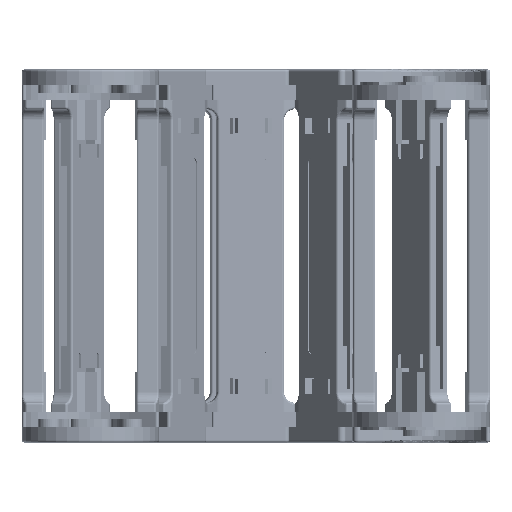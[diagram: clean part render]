
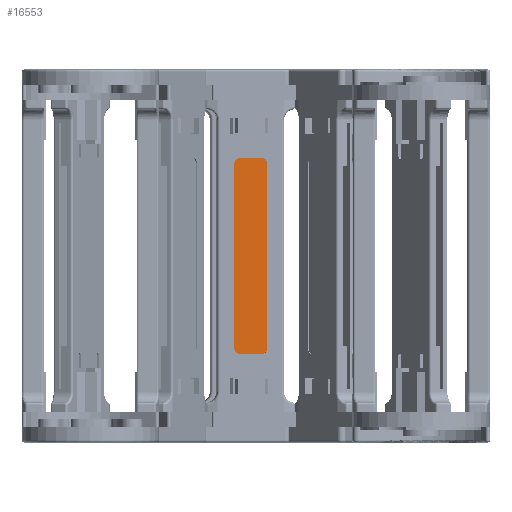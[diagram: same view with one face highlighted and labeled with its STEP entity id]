
A CAD part, left-side view. The second image highlights one B-rep face of the part: STEP entity #16553.
In plain terms, the highlighted face is planar.
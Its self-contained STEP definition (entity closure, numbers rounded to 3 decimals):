
#364 = VERTEX_POINT ( 'NONE', #25417 ) ;
#522 = DIRECTION ( 'NONE',  ( 0., 0., -1. ) ) ;
#531 = ORIENTED_EDGE ( 'NONE', *, *, #18010, .F. ) ;
#740 = AXIS2_PLACEMENT_3D ( 'NONE', #20127, #28586, #20354 ) ;
#806 = EDGE_CURVE ( 'NONE', #11030, #22831, #18053, .T. ) ;
#2059 = CARTESIAN_POINT ( 'NONE',  ( -66.655, 30.497, -59.636 ) ) ;
#3265 = VERTEX_POINT ( 'NONE', #21058 ) ;
#3535 = EDGE_CURVE ( 'NONE', #3265, #364, #19649, .T. ) ;
#3591 = CARTESIAN_POINT ( 'NONE',  ( -64.14, 30.497, -145.809 ) ) ;
#3600 = CIRCLE ( 'NONE', #740, 2.515 ) ;
#3839 = CARTESIAN_POINT ( 'NONE',  ( -64.14, 30.497, -62.151 ) ) ;
#3909 = ORIENTED_EDGE ( 'NONE', *, *, #5621, .F. ) ;
#4693 = ORIENTED_EDGE ( 'NONE', *, *, #3535, .F. ) ;
#5432 = VECTOR ( 'NONE', #7806, 1000. ) ;
#5621 = EDGE_CURVE ( 'NONE', #364, #33437, #15632, .T. ) ;
#5972 = DIRECTION ( 'NONE',  ( 0., -1., 0. ) ) ;
#6455 = AXIS2_PLACEMENT_3D ( 'NONE', #22301, #19547, #11677 ) ;
#7269 = ORIENTED_EDGE ( 'NONE', *, *, #26508, .F. ) ;
#7679 = EDGE_CURVE ( 'NONE', #22831, #9234, #3600, .T. ) ;
#7806 = DIRECTION ( 'NONE',  ( 1., 0., 0. ) ) ;
#7839 = CIRCLE ( 'NONE', #8684, 2.515 ) ;
#8684 = AXIS2_PLACEMENT_3D ( 'NONE', #8693, #16815, #522 ) ;
#8693 = CARTESIAN_POINT ( 'NONE',  ( -66.655, 30.497, -145.809 ) ) ;
#8840 = ORIENTED_EDGE ( 'NONE', *, *, #806, .F. ) ;
#9234 = VERTEX_POINT ( 'NONE', #2059 ) ;
#9373 = DIRECTION ( 'NONE',  ( 0., 0., 1. ) ) ;
#10798 = VECTOR ( 'NONE', #31255, 1000. ) ;
#10804 = CARTESIAN_POINT ( 'NONE',  ( -76.715, 30.497, -148.324 ) ) ;
#10997 = CARTESIAN_POINT ( 'NONE',  ( -76.715, 30.497, -62.151 ) ) ;
#11030 = VERTEX_POINT ( 'NONE', #3591 ) ;
#11677 = DIRECTION ( 'NONE',  ( 0., 0., 1. ) ) ;
#12685 = CARTESIAN_POINT ( 'NONE',  ( -79.23, 30.497, -62.151 ) ) ;
#12844 = ORIENTED_EDGE ( 'NONE', *, *, #20959, .F. ) ;
#13047 = CARTESIAN_POINT ( 'NONE',  ( -76.715, 30.497, -59.636 ) ) ;
#13171 = VERTEX_POINT ( 'NONE', #12685 ) ;
#14127 = DIRECTION ( 'NONE',  ( 0., 0., 1. ) ) ;
#15254 = FACE_OUTER_BOUND ( 'NONE', #31048, .T. ) ;
#15632 = LINE ( 'NONE', #10804, #5432 ) ;
#16553 = ADVANCED_FACE ( 'NONE', ( #15254 ), #20111, .F. ) ;
#16815 = DIRECTION ( 'NONE',  ( 0., -1., 0. ) ) ;
#17473 = CARTESIAN_POINT ( 'NONE',  ( -76.715, 30.497, -145.789 ) ) ;
#18010 = EDGE_CURVE ( 'NONE', #33437, #11030, #7839, .T. ) ;
#18053 = LINE ( 'NONE', #28628, #10798 ) ;
#18392 = ORIENTED_EDGE ( 'NONE', *, *, #7679, .F. ) ;
#19547 = DIRECTION ( 'NONE',  ( 0., -1., 0. ) ) ;
#19649 = CIRCLE ( 'NONE', #6455, 2.515 ) ;
#20040 = VECTOR ( 'NONE', #23342, 1000. ) ;
#20111 = PLANE ( 'NONE',  #27870 ) ;
#20127 = CARTESIAN_POINT ( 'NONE',  ( -66.655, 30.497, -62.151 ) ) ;
#20354 = DIRECTION ( 'NONE',  ( 0., 0., 1. ) ) ;
#20959 = EDGE_CURVE ( 'NONE', #25701, #13171, #34924, .T. ) ;
#21058 = CARTESIAN_POINT ( 'NONE',  ( -79.23, 30.497, -145.809 ) ) ;
#21884 = VECTOR ( 'NONE', #31665, 1000. ) ;
#22301 = CARTESIAN_POINT ( 'NONE',  ( -76.715, 30.497, -145.809 ) ) ;
#22419 = ORIENTED_EDGE ( 'NONE', *, *, #28444, .F. ) ;
#22831 = VERTEX_POINT ( 'NONE', #3839 ) ;
#22961 = DIRECTION ( 'NONE',  ( 0., -1., 0. ) ) ;
#23137 = LINE ( 'NONE', #31884, #21884 ) ;
#23342 = DIRECTION ( 'NONE',  ( -1., 0., 0. ) ) ;
#25417 = CARTESIAN_POINT ( 'NONE',  ( -76.715, 30.497, -148.324 ) ) ;
#25701 = VERTEX_POINT ( 'NONE', #13047 ) ;
#26508 = EDGE_CURVE ( 'NONE', #13171, #3265, #23137, .T. ) ;
#27870 = AXIS2_PLACEMENT_3D ( 'NONE', #17473, #22961, #9373 ) ;
#28444 = EDGE_CURVE ( 'NONE', #9234, #25701, #30282, .T. ) ;
#28586 = DIRECTION ( 'NONE',  ( 0., -1., 0. ) ) ;
#28628 = CARTESIAN_POINT ( 'NONE',  ( -64.14, 30.497, -145.789 ) ) ;
#30282 = LINE ( 'NONE', #34073, #20040 ) ;
#31048 = EDGE_LOOP ( 'NONE', ( #7269, #12844, #22419, #18392, #8840, #531, #3909, #4693 ) ) ;
#31255 = DIRECTION ( 'NONE',  ( 0., 0., 1. ) ) ;
#31665 = DIRECTION ( 'NONE',  ( 0., 0., -1. ) ) ;
#31884 = CARTESIAN_POINT ( 'NONE',  ( -79.23, 30.497, -145.789 ) ) ;
#32798 = CARTESIAN_POINT ( 'NONE',  ( -66.655, 30.497, -148.324 ) ) ;
#33437 = VERTEX_POINT ( 'NONE', #32798 ) ;
#33757 = AXIS2_PLACEMENT_3D ( 'NONE', #10997, #5972, #14127 ) ;
#34073 = CARTESIAN_POINT ( 'NONE',  ( -76.715, 30.497, -59.636 ) ) ;
#34924 = CIRCLE ( 'NONE', #33757, 2.515 ) ;
